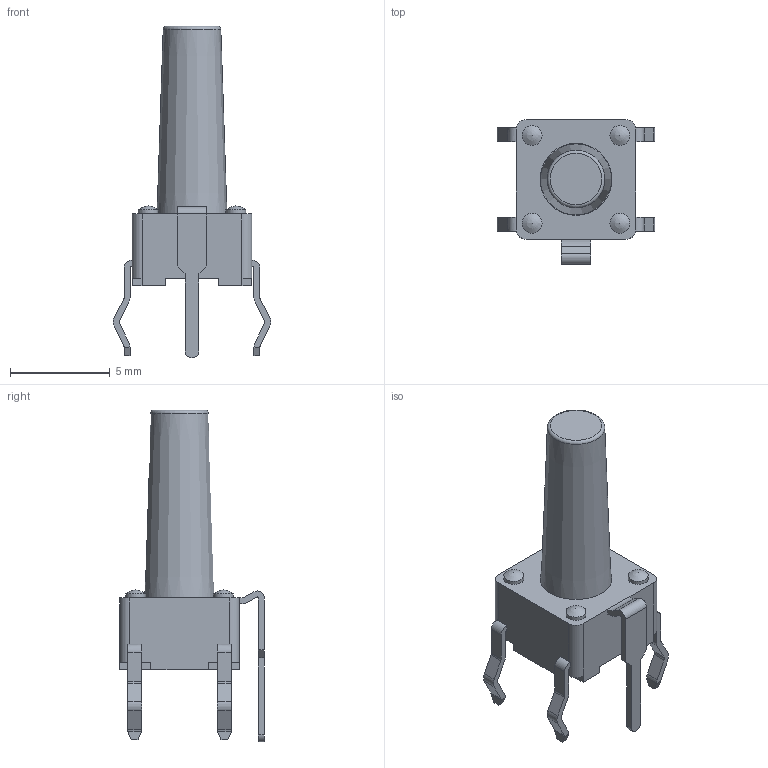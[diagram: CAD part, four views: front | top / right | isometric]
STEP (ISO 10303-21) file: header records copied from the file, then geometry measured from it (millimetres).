
FILE_DESCRIPTION((' '),'2;1');
FILE_NAME('TLE1105DFxxxx.stp','2017-08-01T12:58:05',(' '),(' '),' ','ACIS',' ');
FILE_SCHEMA(('CONFIG_CONTROL_DESIGN'));
Length unit declared in the file: inch
Products named in the file (1): TLE1105DFxxxx.stp
Bounding box: 7.9 x 7.25 x 16.6 mm (x, y, z)
Volume: 175.6 mm3; surface area: 419.7 mm2
Topology: 1 solids, 2 shells, 246 faces, 650 edges, 419 vertices
Faces by surface type: plane 147, cylinder 88, bspline 5, torus 5, cone 1
Full cylindrical faces by diameter (mm): 1 x4, 3.6 x1, 5 x1
Entity records: 7671 total; most frequent: CARTESIAN_POINT 1491, DIRECTION 1258, ORIENTED_EDGE 1254, EDGE_CURVE 627, VECTOR 456, LINE 456, VERTEX_POINT 411, AXIS2_PLACEMENT_3D 401
